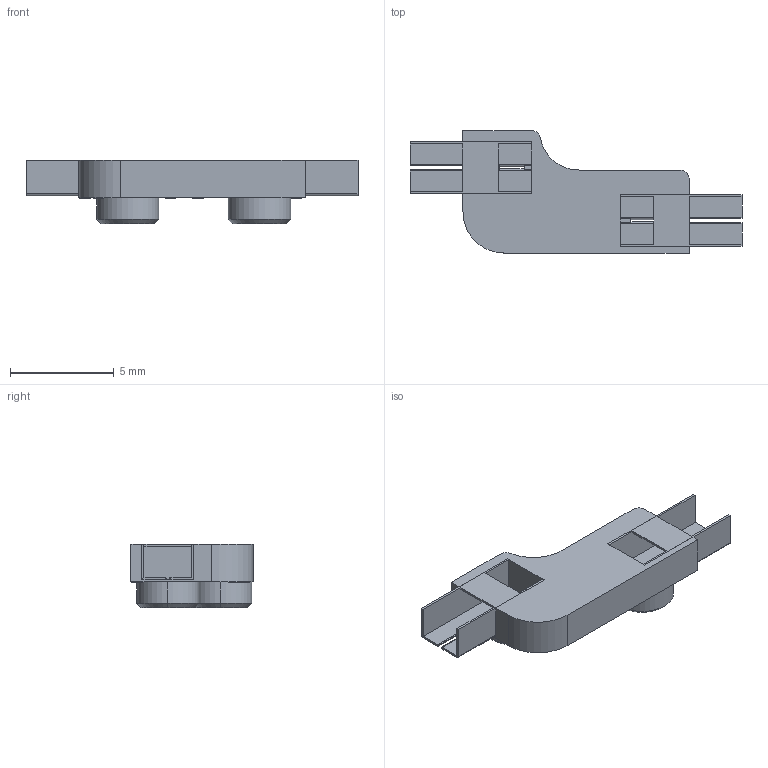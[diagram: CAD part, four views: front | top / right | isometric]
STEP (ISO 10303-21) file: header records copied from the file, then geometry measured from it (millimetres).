
FILE_DESCRIPTION (( 'STEP AP214' ), '1' );
FILE_NAME ('Kailh Hotswap MX.step', '2023-01-20T22:13:42', ( '' ), ( '' ), 'SwSTEP 2.0', 'SolidWorks 2022', '' );
FILE_SCHEMA (( 'AUTOMOTIVE_DESIGN' ));
Length unit declared in the file: millimetre
Products named in the file (4): Kailh Hotswap MX Inlay; Kailh Hotswap MX Inlay 2; Kailh Hotswap MX
Assembly tree (3 placements, depth 2):
  Kailh Hotswap MX
    Kailh Hotswap MX
    Kailh Hotswap MX Inlay
    Kailh Hotswap MX Inlay 2
Bounding box: 16 x 5.89 x 3.05 mm (x, y, z)
Volume: 86.2 mm3; surface area: 368.4 mm2
Topology: 3 solids, 3 shells, 146 faces, 389 edges, 258 vertices
Faces by surface type: plane 88, cylinder 54, cone 4
Entity records: 4723 total; most frequent: DIRECTION 813, CARTESIAN_POINT 799, ORIENTED_EDGE 778, EDGE_CURVE 389, AXIS2_PLACEMENT_3D 272, VECTOR 269, LINE 269, VERTEX_POINT 258
